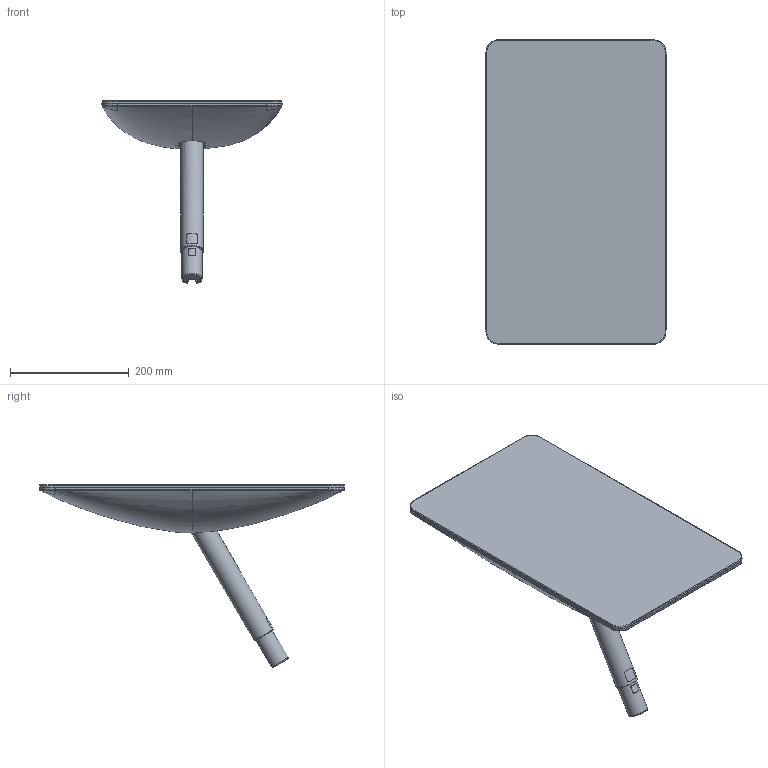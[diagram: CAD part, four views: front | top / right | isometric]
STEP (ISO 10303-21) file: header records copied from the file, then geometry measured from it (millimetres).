
FILE_DESCRIPTION(/* description */ (''),/* implementation_level */ '2;1');
FILE_NAME(/* name */ '427309_01_V3Rectangular.stp',/* time_stamp */ '2022-08-12T17:50:44-07:00',/* author */ (''),/* organization */ (''),/* preprocessor_version */ 'ST-DEVELOPER v18.102',/* originating_system */ 'SIEMENS PLM Software NX 2023',/* authorisation */ '');
FILE_SCHEMA (('AUTOMOTIVE_DESIGN { 1 0 10303 214 3 1 1 1 }'));
Length unit declared in the file: millimetre
Products named in the file (1): 01_objects
Bounding box: 303.28 x 512.66 x 307.67 mm (x, y, z)
Volume: 7016450.6 mm3; surface area: 421472.4 mm2
Topology: 3 solids, 3 shells, 131 faces, 308 edges, 212 vertices
Faces by surface type: bspline 55, plane 46, cylinder 21, extrusion 6, cone 2, torus 1
Full cylindrical faces by diameter (mm): 31.74 x1, 38.3 x1
Entity records: 14453 total; most frequent: CARTESIAN_POINT 11987, ORIENTED_EDGE 584, EDGE_CURVE 292, DIRECTION 274, B_SPLINE_CURVE_WITH_KNOTS 211, VERTEX_POINT 194, EDGE_LOOP 160, ADVANCED_FACE 131
